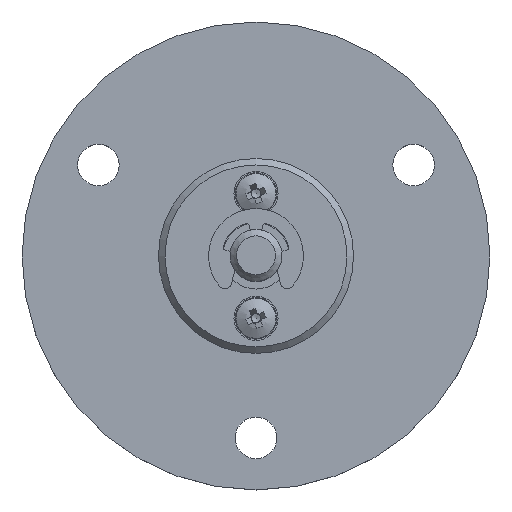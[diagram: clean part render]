
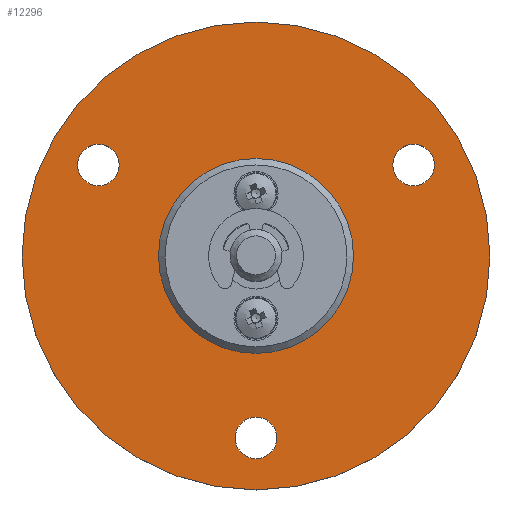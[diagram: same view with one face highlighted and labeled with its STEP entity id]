
A CAD part, top view. The second image highlights one B-rep face of the part: STEP entity #12296.
In plain terms, the highlighted planar face has unit normal (0, 0, 1).
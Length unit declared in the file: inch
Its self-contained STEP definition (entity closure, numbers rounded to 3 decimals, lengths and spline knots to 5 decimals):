
#13 = AXIS2_PLACEMENT_3D ( 'NONE', #16444, #15037, #3340 ) ;
#268 = CARTESIAN_POINT ( 'NONE',  ( -0.47734, 0.33858, -1.02362 ) ) ;
#424 = CARTESIAN_POINT ( 'NONE',  ( 0., -0.70866, -1.02362 ) ) ;
#640 = DIRECTION ( 'NONE',  ( 0., 1., 0. ) ) ;
#843 = CARTESIAN_POINT ( 'NONE',  ( 0., -0.55118, -1.02362 ) ) ;
#882 = ORIENTED_EDGE ( 'NONE', *, *, #1489, .F. ) ;
#1489 = EDGE_CURVE ( 'NONE', #7712, #7712, #12617, .T. ) ;
#1897 = AXIS2_PLACEMENT_3D ( 'NONE', #11431, #14739, #11845 ) ;
#2794 = ORIENTED_EDGE ( 'NONE', *, *, #16880, .F. ) ;
#3117 = EDGE_CURVE ( 'NONE', #3474, #3474, #20923, .T. ) ;
#3340 = DIRECTION ( 'NONE',  ( 0., -1., 0. ) ) ;
#3440 = FACE_BOUND ( 'NONE', #19746, .T. ) ;
#3456 = EDGE_LOOP ( 'NONE', ( #20945 ) ) ;
#3474 = VERTEX_POINT ( 'NONE', #268 ) ;
#4881 = FACE_BOUND ( 'NONE', #12958, .T. ) ;
#6973 = CARTESIAN_POINT ( 'NONE',  ( -0.47734, 0.27559, -1.02362 ) ) ;
#7211 = CARTESIAN_POINT ( 'NONE',  ( 0., -0.29528, -1.02362 ) ) ;
#7387 = CIRCLE ( 'NONE', #19352, 0.70866 ) ;
#7526 = CARTESIAN_POINT ( 'NONE',  ( 0., -0.48819, -1.02362 ) ) ;
#7712 = VERTEX_POINT ( 'NONE', #17762 ) ;
#8734 = DIRECTION ( 'NONE',  ( 0., 0., -1. ) ) ;
#8865 = AXIS2_PLACEMENT_3D ( 'NONE', #13539, #13338, #10129 ) ;
#10029 = FACE_BOUND ( 'NONE', #17065, .T. ) ;
#10129 = DIRECTION ( 'NONE',  ( 0., 1., 0. ) ) ;
#11431 = CARTESIAN_POINT ( 'NONE',  ( 0., 0., -1.02362 ) ) ;
#11585 = AXIS2_PLACEMENT_3D ( 'NONE', #843, #15336, #640 ) ;
#11646 = FACE_OUTER_BOUND ( 'NONE', #3456, .T. ) ;
#11715 = EDGE_LOOP ( 'NONE', ( #2794 ) ) ;
#11845 = DIRECTION ( 'NONE',  ( 0., -1., 0. ) ) ;
#12069 = AXIS2_PLACEMENT_3D ( 'NONE', #6973, #13506, #19999 ) ;
#12249 = VERTEX_POINT ( 'NONE', #424 ) ;
#12296 = ADVANCED_FACE ( 'NONE', ( #14737, #11646, #10029, #4881, #3440 ), #18242, .F. ) ;
#12617 = CIRCLE ( 'NONE', #8865, 0.06299 ) ;
#12958 = EDGE_LOOP ( 'NONE', ( #882 ) ) ;
#13338 = DIRECTION ( 'NONE',  ( 0., 0., 1. ) ) ;
#13506 = DIRECTION ( 'NONE',  ( 0., 0., 1. ) ) ;
#13539 = CARTESIAN_POINT ( 'NONE',  ( 0.47734, 0.27559, -1.02362 ) ) ;
#14737 = FACE_BOUND ( 'NONE', #11715, .T. ) ;
#14739 = DIRECTION ( 'NONE',  ( 0., 0., 1. ) ) ;
#15037 = DIRECTION ( 'NONE',  ( 0., 0., -1. ) ) ;
#15244 = DIRECTION ( 'NONE',  ( 0., -1., 0. ) ) ;
#15336 = DIRECTION ( 'NONE',  ( 0., 0., 1. ) ) ;
#15338 = VERTEX_POINT ( 'NONE', #7211 ) ;
#15589 = CIRCLE ( 'NONE', #1897, 0.29528 ) ;
#15621 = CIRCLE ( 'NONE', #11585, 0.06299 ) ;
#15870 = VERTEX_POINT ( 'NONE', #7526 ) ;
#16444 = CARTESIAN_POINT ( 'NONE',  ( -0.27511, 0., -1.02362 ) ) ;
#16855 = CARTESIAN_POINT ( 'NONE',  ( 0., 0., -1.02362 ) ) ;
#16880 = EDGE_CURVE ( 'NONE', #15338, #15338, #15589, .T. ) ;
#16978 = EDGE_CURVE ( 'NONE', #12249, #12249, #7387, .T. ) ;
#17065 = EDGE_LOOP ( 'NONE', ( #20007 ) ) ;
#17762 = CARTESIAN_POINT ( 'NONE',  ( 0.47734, 0.33858, -1.02362 ) ) ;
#18191 = ORIENTED_EDGE ( 'NONE', *, *, #3117, .F. ) ;
#18242 = PLANE ( 'NONE',  #13 ) ;
#18757 = EDGE_CURVE ( 'NONE', #15870, #15870, #15621, .T. ) ;
#19352 = AXIS2_PLACEMENT_3D ( 'NONE', #16855, #8734, #15244 ) ;
#19746 = EDGE_LOOP ( 'NONE', ( #18191 ) ) ;
#19999 = DIRECTION ( 'NONE',  ( 0., 1., 0. ) ) ;
#20007 = ORIENTED_EDGE ( 'NONE', *, *, #18757, .F. ) ;
#20923 = CIRCLE ( 'NONE', #12069, 0.06299 ) ;
#20945 = ORIENTED_EDGE ( 'NONE', *, *, #16978, .F. ) ;
